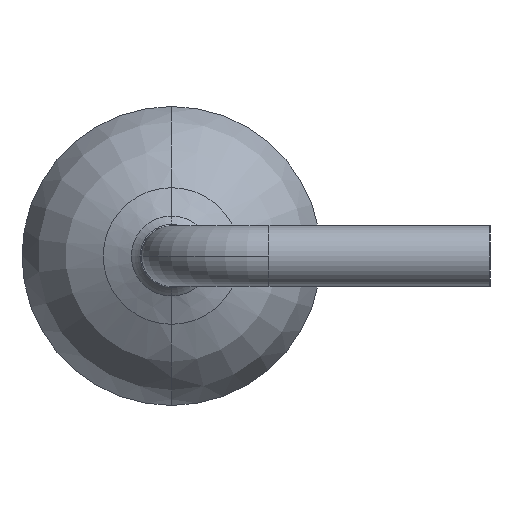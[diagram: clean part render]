
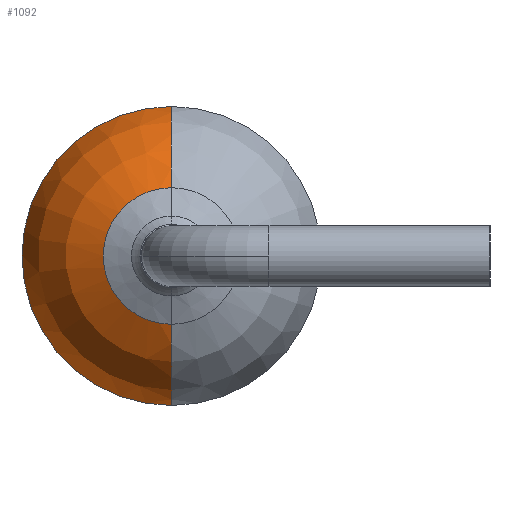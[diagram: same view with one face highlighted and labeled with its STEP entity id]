
A CAD part, left-side view. The second image highlights one B-rep face of the part: STEP entity #1092.
In plain terms, the highlighted toroidal (fillet/blend) face has major radius 0.166 mm and minor radius 1.003 mm.
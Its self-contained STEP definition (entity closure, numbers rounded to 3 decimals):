
#46 = CARTESIAN_POINT ( 'NONE',  ( -1.876, 0., 0.166 ) ) ;
#67 = CIRCLE ( 'NONE', #1566, 1.003 ) ;
#137 = DIRECTION ( 'NONE',  ( 0., 0., -1. ) ) ;
#158 = CARTESIAN_POINT ( 'NONE',  ( -2.071, 0., 1.15 ) ) ;
#159 = EDGE_LOOP ( 'NONE', ( #1111, #903, #266, #1000 ) ) ;
#229 = DIRECTION ( 'NONE',  ( 0., 0., -1. ) ) ;
#235 = VERTEX_POINT ( 'NONE', #1125 ) ;
#236 = CIRCLE ( 'NONE', #592, 1.15 ) ;
#252 = DIRECTION ( 'NONE',  ( 1., 0., 0. ) ) ;
#266 = ORIENTED_EDGE ( 'NONE', *, *, #1483, .F. ) ;
#278 = VERTEX_POINT ( 'NONE', #158 ) ;
#329 = AXIS2_PLACEMENT_3D ( 'NONE', #430, #1258, #1405 ) ;
#343 = CARTESIAN_POINT ( 'NONE',  ( -1.876, 0., 0. ) ) ;
#430 = CARTESIAN_POINT ( 'NONE',  ( -1.876, 0., -0.166 ) ) ;
#477 = VERTEX_POINT ( 'NONE', #915 ) ;
#492 = VERTEX_POINT ( 'NONE', #825 ) ;
#494 = DIRECTION ( 'NONE',  ( 1., 0., 0. ) ) ;
#506 = DIRECTION ( 'NONE',  ( 0., 0., -1. ) ) ;
#541 = CIRCLE ( 'NONE', #1431, 0.526 ) ;
#592 = AXIS2_PLACEMENT_3D ( 'NONE', #1340, #252, #506 ) ;
#604 = CIRCLE ( 'NONE', #329, 1.003 ) ;
#741 = DIRECTION ( 'NONE',  ( 0., 1., 0. ) ) ;
#765 = EDGE_CURVE ( 'NONE', #492, #278, #67, .T. ) ;
#802 = EDGE_CURVE ( 'NONE', #477, #492, #541, .T. ) ;
#807 = AXIS2_PLACEMENT_3D ( 'NONE', #343, #1189, #229 ) ;
#825 = CARTESIAN_POINT ( 'NONE',  ( -2.812, 0., 0.526 ) ) ;
#903 = ORIENTED_EDGE ( 'NONE', *, *, #765, .T. ) ;
#915 = CARTESIAN_POINT ( 'NONE',  ( -2.812, 0., -0.526 ) ) ;
#916 = EDGE_CURVE ( 'NONE', #477, #235, #604, .T. ) ;
#951 = TOROIDAL_SURFACE ( 'NONE', #807, 0.166, 1.003 ) ;
#1000 = ORIENTED_EDGE ( 'NONE', *, *, #916, .F. ) ;
#1092 = ADVANCED_FACE ( 'NONE', ( #1559 ), #951, .T. ) ;
#1093 = CARTESIAN_POINT ( 'NONE',  ( -2.812, 0., 0. ) ) ;
#1111 = ORIENTED_EDGE ( 'NONE', *, *, #802, .T. ) ;
#1125 = CARTESIAN_POINT ( 'NONE',  ( -2.071, 0., -1.15 ) ) ;
#1189 = DIRECTION ( 'NONE',  ( 1., 0., 0. ) ) ;
#1258 = DIRECTION ( 'NONE',  ( 0., -1., 0. ) ) ;
#1340 = CARTESIAN_POINT ( 'NONE',  ( -2.071, 0., 0. ) ) ;
#1405 = DIRECTION ( 'NONE',  ( 0., 0., -1. ) ) ;
#1431 = AXIS2_PLACEMENT_3D ( 'NONE', #1093, #494, #137 ) ;
#1483 = EDGE_CURVE ( 'NONE', #235, #278, #236, .T. ) ;
#1503 = DIRECTION ( 'NONE',  ( 0., 0., 1. ) ) ;
#1559 = FACE_OUTER_BOUND ( 'NONE', #159, .T. ) ;
#1566 = AXIS2_PLACEMENT_3D ( 'NONE', #46, #741, #1503 ) ;
